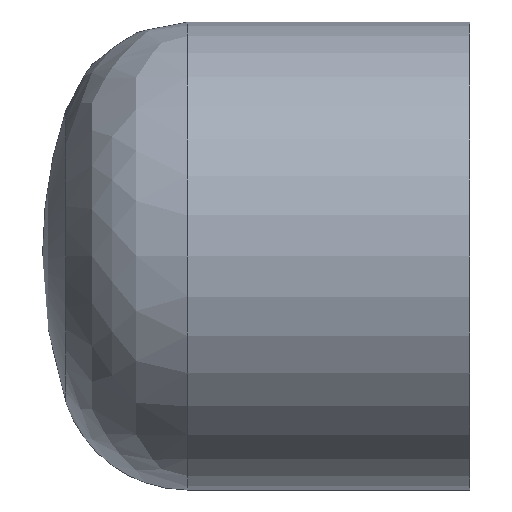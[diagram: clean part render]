
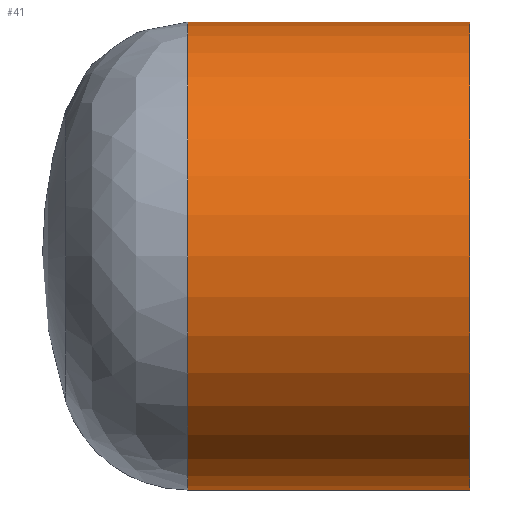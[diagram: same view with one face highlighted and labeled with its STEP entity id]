
A CAD part, front view. The second image highlights one B-rep face of the part: STEP entity #41.
In plain terms, the highlighted cylindrical face has radius 80 mm (diameter 160 mm), a full revolution.
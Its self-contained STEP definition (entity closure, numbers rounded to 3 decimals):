
#41 = ADVANCED_FACE( '', ( #82, #83 ), #84, .T. );
#82 = FACE_OUTER_BOUND( '', #151, .T. );
#83 = FACE_OUTER_BOUND( '', #152, .T. );
#84 = CYLINDRICAL_SURFACE( '', #153, 80. );
#151 = EDGE_LOOP( '', ( #187 ) );
#152 = EDGE_LOOP( '', ( #188 ) );
#153 = AXIS2_PLACEMENT_3D( '', #189, #190, #191 );
#187 = ORIENTED_EDGE( '', *, *, #210, .F. );
#188 = ORIENTED_EDGE( '', *, *, #203, .T. );
#189 = CARTESIAN_POINT( '', ( -124.1, 0., 0. ) );
#190 = DIRECTION( '', ( -1., 0., 0. ) );
#191 = DIRECTION( '', ( 0., 0., -1. ) );
#203 = EDGE_CURVE( '', #221, #221, #222, .T. );
#210 = EDGE_CURVE( '', #228, #228, #229, .T. );
#221 = VERTEX_POINT( '', #240 );
#222 = CIRCLE( '', #241, 80. );
#228 = VERTEX_POINT( '', #247 );
#229 = CIRCLE( '', #248, 80. );
#240 = CARTESIAN_POINT( '', ( -96.417, 0., -80. ) );
#241 = AXIS2_PLACEMENT_3D( '', #260, #261, #262 );
#247 = CARTESIAN_POINT( '', ( 0., 0., -80. ) );
#248 = AXIS2_PLACEMENT_3D( '', #266, #267, #268 );
#260 = CARTESIAN_POINT( '', ( -96.417, 0., 0. ) );
#261 = DIRECTION( '', ( 1., 0., 0. ) );
#262 = DIRECTION( '', ( 0., 0., -1. ) );
#266 = CARTESIAN_POINT( '', ( 0., 0., 0. ) );
#267 = DIRECTION( '', ( 1., 0., 0. ) );
#268 = DIRECTION( '', ( 0., 0., -1. ) );
